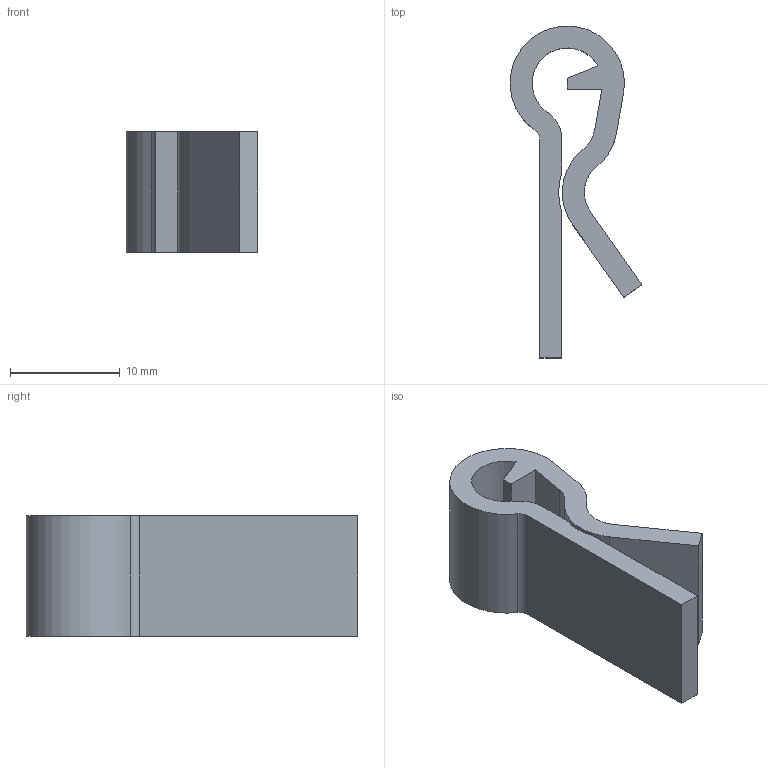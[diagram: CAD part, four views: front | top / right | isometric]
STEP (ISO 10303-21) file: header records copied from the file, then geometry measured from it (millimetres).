
FILE_DESCRIPTION((''),'2;1');
FILE_NAME('C19_CLIP','2020-04-05T13:26:11',('scrib'),(''),'CREO PARAMETRIC BY PTC INC, 2016390','CREO PARAMETRIC BY PTC INC, 2016390','');
FILE_SCHEMA(('CONFIG_CONTROL_DESIGN'));
Length unit declared in the file: millimetre
Products named in the file (1): C19_CLIP
Bounding box: 11.97 x 30.2 x 11 mm (x, y, z)
Volume: 1381.9 mm3; surface area: 1685 mm2
Topology: 1 solids, 1 shells, 23 faces, 63 edges, 42 vertices
Faces by surface type: plane 14, cylinder 9
Entity records: 773 total; most frequent: CARTESIAN_POINT 128, DIRECTION 127, ORIENTED_EDGE 126, EDGE_CURVE 63, VECTOR 45, LINE 45, VERTEX_POINT 42, AXIS2_PLACEMENT_3D 41
